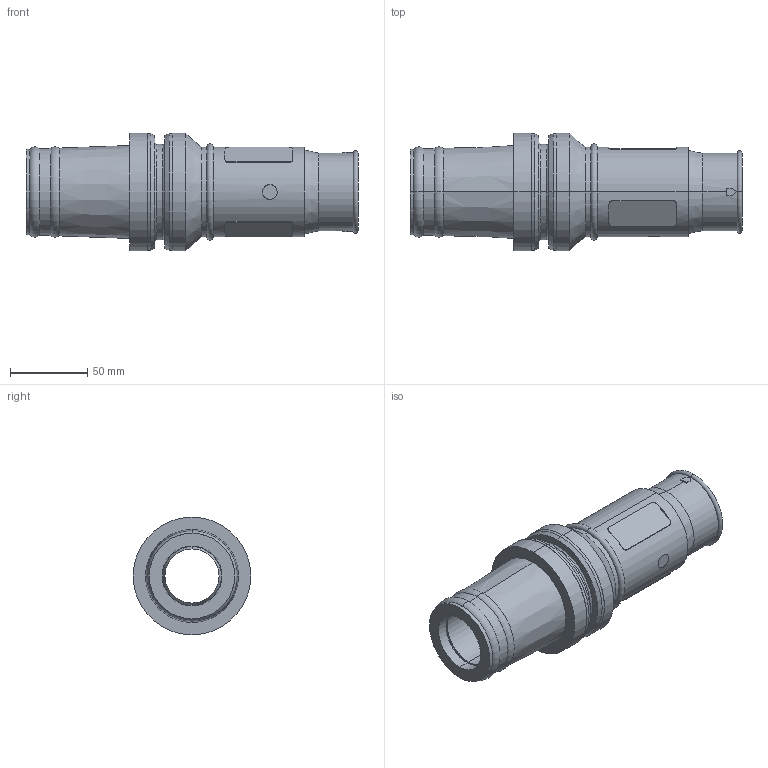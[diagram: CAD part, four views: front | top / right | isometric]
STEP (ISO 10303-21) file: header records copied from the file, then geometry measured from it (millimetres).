
FILE_DESCRIPTION (( 'STEP AP214' ), '1' );
FILE_NAME ('CATSTD-49M31-XXX.STEP', '2022-03-01T19:27:25', ( '' ), ( '' ), 'SwSTEP 2.0', 'SolidWorks 2020', '' );
FILE_SCHEMA (( 'AUTOMOTIVE_DESIGN' ));
Length unit declared in the file: inch
Products named in the file (1): CATSTD-49M31-XXX
Bounding box: 215.14 x 76.2 x 76.2 mm (x, y, z)
Surface area: 60611.4 mm2 (no closed solid volume)
Topology: 0 solids, 2 shells, 105 faces, 266 edges, 162 vertices
Faces by surface type: cylinder 42, plane 35, cone 20, torus 8
Entity records: 4721 total; most frequent: CARTESIAN_POINT 794, DIRECTION 568, ORIENTED_EDGE 484, EDGE_CURVE 266, AXIS2_PLACEMENT_3D 226, VERTEX_POINT 162, CIRCLE 120, EDGE_LOOP 118
